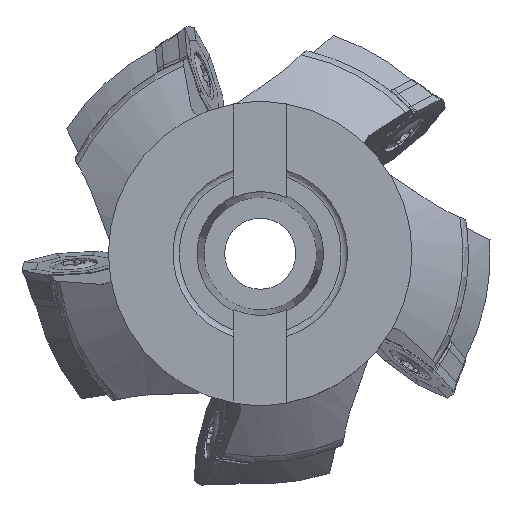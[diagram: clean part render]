
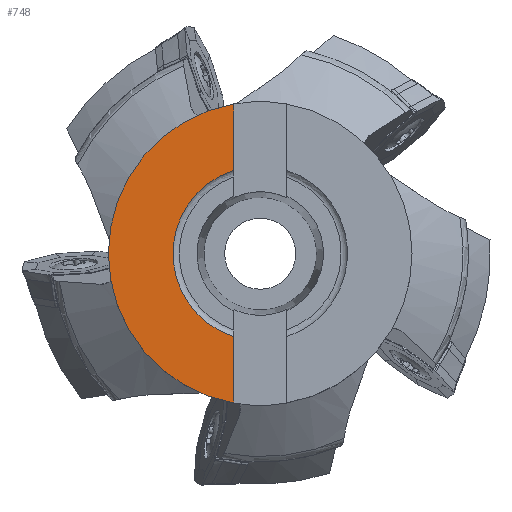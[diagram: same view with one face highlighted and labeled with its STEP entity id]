
A CAD part, top view. The second image highlights one B-rep face of the part: STEP entity #748.
In plain terms, the highlighted planar face has unit normal (0, 0, 1).
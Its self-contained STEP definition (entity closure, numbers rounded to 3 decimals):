
#568=CIRCLE('',#6221,13.5);
#569=CIRCLE('',#6222,23.5);
#748=ADVANCED_FACE('',(#1145),#1041,.T.);
#1041=PLANE('',#6223);
#1145=FACE_OUTER_BOUND('',#1420,.T.);
#1420=EDGE_LOOP('',(#2374,#2375,#2376,#2377));
#1787=LINE('',#8679,#1949);
#1788=LINE('',#8684,#1950);
#1949=VECTOR('',#6834,1.);
#1950=VECTOR('',#6837,1.);
#2374=ORIENTED_EDGE('',*,*,#4755,.T.);
#2375=ORIENTED_EDGE('',*,*,#4756,.F.);
#2376=ORIENTED_EDGE('',*,*,#4757,.T.);
#2377=ORIENTED_EDGE('',*,*,#4758,.T.);
#4078=VERTEX_POINT('',#8680);
#4079=VERTEX_POINT('',#8681);
#4080=VERTEX_POINT('',#8683);
#4081=VERTEX_POINT('',#8685);
#4755=EDGE_CURVE('',#4078,#4079,#1787,.T.);
#4756=EDGE_CURVE('',#4080,#4079,#568,.T.);
#4757=EDGE_CURVE('',#4080,#4081,#1788,.T.);
#4758=EDGE_CURVE('',#4081,#4078,#569,.T.);
#6221=AXIS2_PLACEMENT_3D('',#8682,#6835,#6836);
#6222=AXIS2_PLACEMENT_3D('',#8686,#6838,#6839);
#6223=AXIS2_PLACEMENT_3D('',#8687,#6840,#6841);
#6834=DIRECTION('',(0.,1.,0.));
#6835=DIRECTION('',(0.,0.,1.));
#6836=DIRECTION('',(-1.,0.,0.));
#6837=DIRECTION('',(0.,1.,0.));
#6838=DIRECTION('',(0.,0.,1.));
#6839=DIRECTION('',(-1.,0.,0.));
#6840=DIRECTION('',(0.,0.,1.));
#6841=DIRECTION('',(-1.,0.,0.));
#8679=CARTESIAN_POINT('',(-4.098,34.088,0.));
#8680=CARTESIAN_POINT('',(-4.098,-23.14,0.));
#8681=CARTESIAN_POINT('',(-4.098,-12.863,0.));
#8682=CARTESIAN_POINT('',(0.,0.,0.));
#8683=CARTESIAN_POINT('',(-4.098,12.863,0.));
#8684=CARTESIAN_POINT('',(-4.098,34.088,0.));
#8685=CARTESIAN_POINT('',(-4.098,23.14,0.));
#8686=CARTESIAN_POINT('',(0.,0.,0.));
#8687=CARTESIAN_POINT('',(0.,0.,0.));
